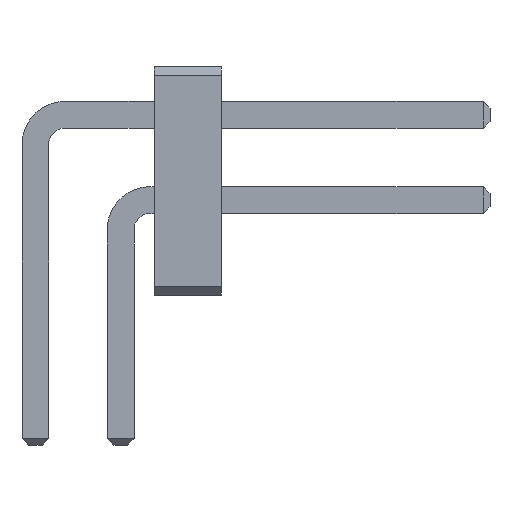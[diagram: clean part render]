
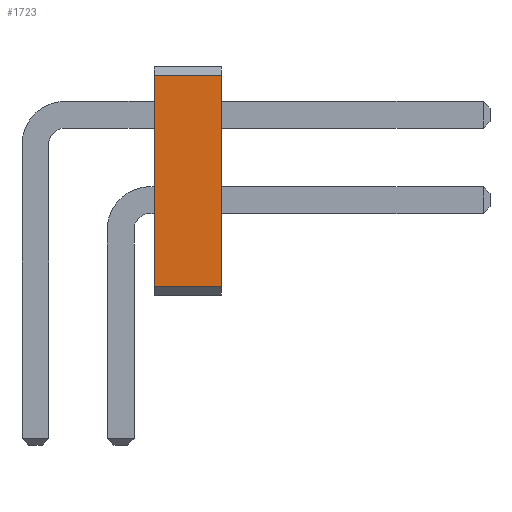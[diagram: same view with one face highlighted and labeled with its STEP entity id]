
A CAD part, front view. The second image highlights one B-rep face of the part: STEP entity #1723.
In plain terms, the highlighted planar face has unit normal (0, -1, 0).
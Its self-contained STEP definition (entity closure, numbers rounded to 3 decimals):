
#191 = VERTEX_POINT('',#192);
#192 = CARTESIAN_POINT('',(2.77,-5.715,2.708));
#198 = EDGE_CURVE('',#199,#191,#201,.T.);
#199 = VERTEX_POINT('',#200);
#200 = CARTESIAN_POINT('',(2.77,-5.715,-0.438));
#201 = LINE('',#202,#203);
#202 = CARTESIAN_POINT('',(2.77,-5.715,-0.565));
#203 = VECTOR('',#204,1.);
#204 = DIRECTION('',(0.,0.,1.));
#811 = VERTEX_POINT('',#812);
#812 = CARTESIAN_POINT('',(1.77,-5.715,-0.438));
#818 = EDGE_CURVE('',#811,#819,#821,.T.);
#819 = VERTEX_POINT('',#820);
#820 = CARTESIAN_POINT('',(1.77,-5.715,2.708));
#821 = LINE('',#822,#823);
#822 = CARTESIAN_POINT('',(1.77,-5.715,-0.565));
#823 = VECTOR('',#824,1.);
#824 = DIRECTION('',(0.,0.,1.));
#1713 = EDGE_CURVE('',#199,#811,#1714,.T.);
#1714 = LINE('',#1715,#1716);
#1715 = CARTESIAN_POINT('',(2.77,-5.715,-0.438));
#1716 = VECTOR('',#1717,1.);
#1717 = DIRECTION('',(-1.,0.,0.));
#1723 = ADVANCED_FACE('',(#1724),#1735,.F.);
#1724 = FACE_BOUND('',#1725,.F.);
#1725 = EDGE_LOOP('',(#1726,#1727,#1728,#1729));
#1726 = ORIENTED_EDGE('',*,*,#198,.F.);
#1727 = ORIENTED_EDGE('',*,*,#1713,.T.);
#1728 = ORIENTED_EDGE('',*,*,#818,.T.);
#1729 = ORIENTED_EDGE('',*,*,#1730,.F.);
#1730 = EDGE_CURVE('',#191,#819,#1731,.T.);
#1731 = LINE('',#1732,#1733);
#1732 = CARTESIAN_POINT('',(2.77,-5.715,2.708));
#1733 = VECTOR('',#1734,1.);
#1734 = DIRECTION('',(-1.,0.,0.));
#1735 = PLANE('',#1736);
#1736 = AXIS2_PLACEMENT_3D('',#1737,#1738,#1739);
#1737 = CARTESIAN_POINT('',(2.77,-5.715,-0.565));
#1738 = DIRECTION('',(0.,1.,0.));
#1739 = DIRECTION('',(0.,0.,1.));
